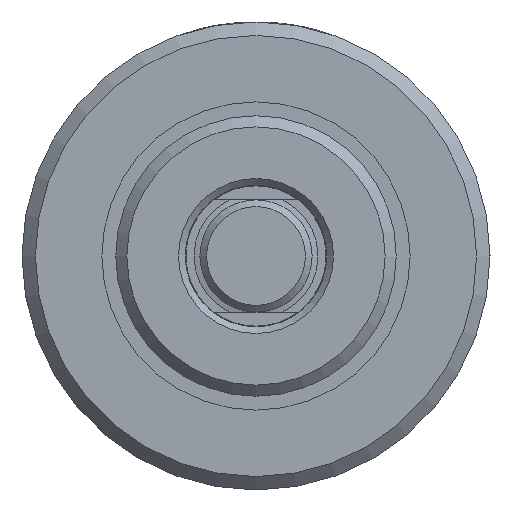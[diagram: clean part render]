
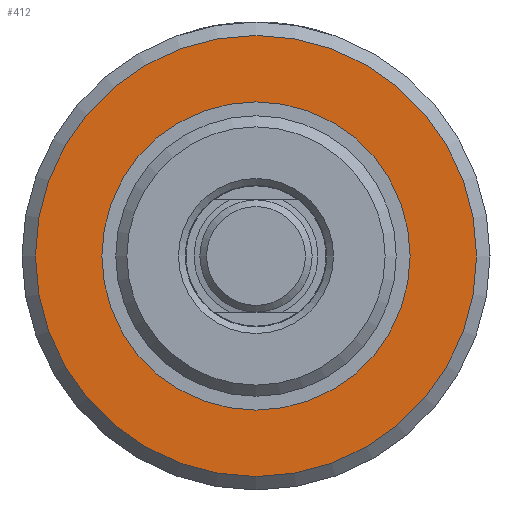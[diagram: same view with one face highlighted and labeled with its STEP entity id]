
A CAD part, left-side view. The second image highlights one B-rep face of the part: STEP entity #412.
In plain terms, the highlighted planar face has unit normal (-1, 0, 0).
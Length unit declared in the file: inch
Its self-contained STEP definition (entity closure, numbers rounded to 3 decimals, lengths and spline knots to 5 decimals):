
#412 = ADVANCED_FACE( '', ( #829, #830 ), #831, .F. );
#829 = FACE_OUTER_BOUND( '', #1251, .T. );
#830 = FACE_BOUND( '', #1252, .T. );
#831 = PLANE( '', #1253 );
#1251 = EDGE_LOOP( '', ( #1904 ) );
#1252 = EDGE_LOOP( '', ( #1905 ) );
#1253 = AXIS2_PLACEMENT_3D( '', #1906, #1907, #1908 );
#1904 = ORIENTED_EDGE( '', *, *, #2332, .F. );
#1905 = ORIENTED_EDGE( '', *, *, #2216, .T. );
#1906 = CARTESIAN_POINT( '', ( 0.813, 0., 0. ) );
#1907 = DIRECTION( '', ( 1., 0., 0. ) );
#1908 = DIRECTION( '', ( 0., 0., -1. ) );
#2216 = EDGE_CURVE( '', #2559, #2559, #2560, .T. );
#2332 = EDGE_CURVE( '', #2727, #2727, #2728, .T. );
#2559 = VERTEX_POINT( '', #3395 );
#2560 = CIRCLE( '', #3396, 0.68675 );
#2727 = VERTEX_POINT( '', #3598 );
#2728 = CIRCLE( '', #3599, 0.98275 );
#3395 = CARTESIAN_POINT( '', ( 0.813, 0., -0.68675 ) );
#3396 = AXIS2_PLACEMENT_3D( '', #3803, #3804, #3805 );
#3598 = CARTESIAN_POINT( '', ( 0.813, 0., -0.98275 ) );
#3599 = AXIS2_PLACEMENT_3D( '', #3972, #3973, #3974 );
#3803 = CARTESIAN_POINT( '', ( 0.813, 0., 0. ) );
#3804 = DIRECTION( '', ( 1., 0., 0. ) );
#3805 = DIRECTION( '', ( 0., 0., -1. ) );
#3972 = CARTESIAN_POINT( '', ( 0.813, 0., 0. ) );
#3973 = DIRECTION( '', ( 1., 0., 0. ) );
#3974 = DIRECTION( '', ( 0., 0., -1. ) );
